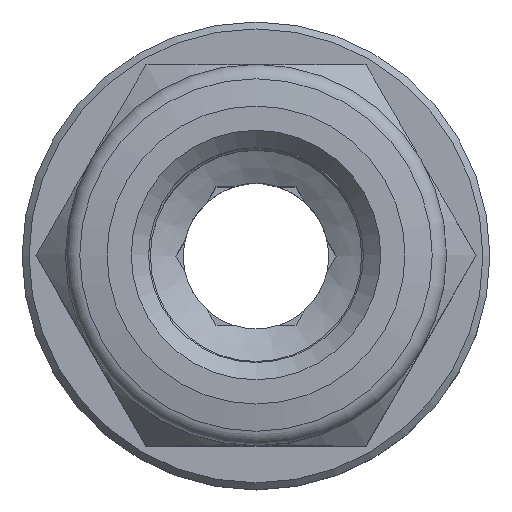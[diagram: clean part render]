
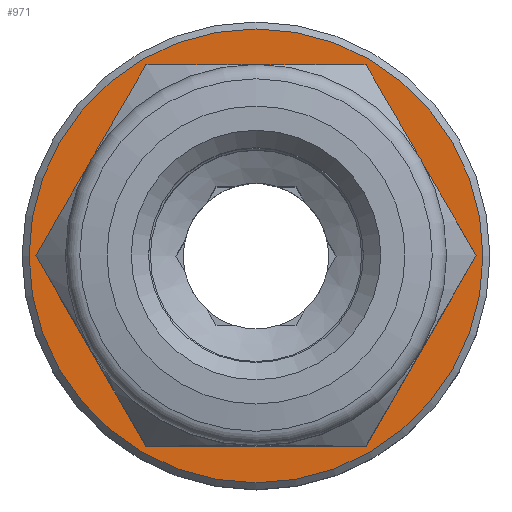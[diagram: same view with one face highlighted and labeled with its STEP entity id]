
A CAD part, top view. The second image highlights one B-rep face of the part: STEP entity #971.
In plain terms, the highlighted planar face has unit normal (0, 0, 1).
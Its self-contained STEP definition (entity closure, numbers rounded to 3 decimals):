
#71=LINE('',#1661,#113);
#74=LINE('',#1682,#116);
#76=LINE('',#1702,#118);
#78=LINE('',#1722,#120);
#80=LINE('',#1742,#122);
#81=LINE('',#1759,#123);
#113=VECTOR('',#1269,6.351);
#116=VECTOR('',#1274,6.351);
#118=VECTOR('',#1280,6.351);
#120=VECTOR('',#1286,6.351);
#122=VECTOR('',#1292,6.351);
#123=VECTOR('',#1297,6.351);
#150=PLANE('',#1080);
#187=FACE_BOUND('',#363,.T.);
#278=FACE_OUTER_BOUND('',#362,.T.);
#362=EDGE_LOOP('',(#559));
#363=EDGE_LOOP('',(#560,#561,#562,#563,#564,#565));
#559=ORIENTED_EDGE('',*,*,#755,.T.);
#560=ORIENTED_EDGE('',*,*,#734,.F.);
#561=ORIENTED_EDGE('',*,*,#739,.F.);
#562=ORIENTED_EDGE('',*,*,#743,.F.);
#563=ORIENTED_EDGE('',*,*,#747,.F.);
#564=ORIENTED_EDGE('',*,*,#751,.F.);
#565=ORIENTED_EDGE('',*,*,#754,.F.);
#734=EDGE_CURVE('',#845,#846,#71,.T.);
#739=EDGE_CURVE('',#849,#845,#74,.T.);
#743=EDGE_CURVE('',#851,#849,#76,.T.);
#747=EDGE_CURVE('',#853,#851,#78,.T.);
#751=EDGE_CURVE('',#855,#853,#80,.T.);
#754=EDGE_CURVE('',#846,#855,#81,.T.);
#755=EDGE_CURVE('',#856,#856,#917,.T.);
#845=VERTEX_POINT('',#1658);
#846=VERTEX_POINT('',#1660);
#849=VERTEX_POINT('',#1680);
#851=VERTEX_POINT('',#1700);
#853=VERTEX_POINT('',#1720);
#855=VERTEX_POINT('',#1740);
#856=VERTEX_POINT('',#1762);
#917=CIRCLE('',#1081,6.55);
#971=ADVANCED_FACE('',(#278,#187),#150,.T.);
#1080=AXIS2_PLACEMENT_3D('',#1761,#1300,#1301);
#1081=AXIS2_PLACEMENT_3D('',#1763,#1302,#1303);
#1269=DIRECTION('',(-0.5,-0.866,0.));
#1274=DIRECTION('',(-1.,0.,0.));
#1280=DIRECTION('',(-0.5,0.866,0.));
#1286=DIRECTION('',(0.5,0.866,0.));
#1292=DIRECTION('',(1.,0.,0.));
#1297=DIRECTION('',(0.5,-0.866,0.));
#1300=DIRECTION('center_axis',(0.,0.,1.));
#1301=DIRECTION('ref_axis',(1.,0.,0.));
#1302=DIRECTION('center_axis',(0.,0.,1.));
#1303=DIRECTION('ref_axis',(0.,1.,0.));
#1658=CARTESIAN_POINT('',(3.132,20.459,11.098));
#1660=CARTESIAN_POINT('',(-0.043,14.959,11.098));
#1661=CARTESIAN_POINT('',(3.132,20.459,11.098));
#1680=CARTESIAN_POINT('',(9.483,20.459,11.098));
#1682=CARTESIAN_POINT('',(9.483,20.459,11.098));
#1700=CARTESIAN_POINT('',(12.659,14.959,11.098));
#1702=CARTESIAN_POINT('',(12.659,14.959,11.098));
#1720=CARTESIAN_POINT('',(9.483,9.459,11.098));
#1722=CARTESIAN_POINT('',(9.483,9.459,11.098));
#1740=CARTESIAN_POINT('',(3.132,9.459,11.098));
#1742=CARTESIAN_POINT('',(3.132,9.459,11.098));
#1759=CARTESIAN_POINT('',(-0.043,14.959,11.098));
#1761=CARTESIAN_POINT('Origin',(6.308,21.509,11.098));
#1762=CARTESIAN_POINT('',(6.308,21.509,11.098));
#1763=CARTESIAN_POINT('Origin',(6.308,14.959,11.098));
